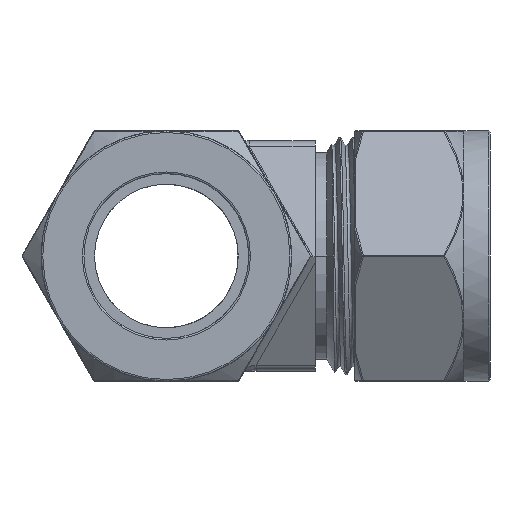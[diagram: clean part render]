
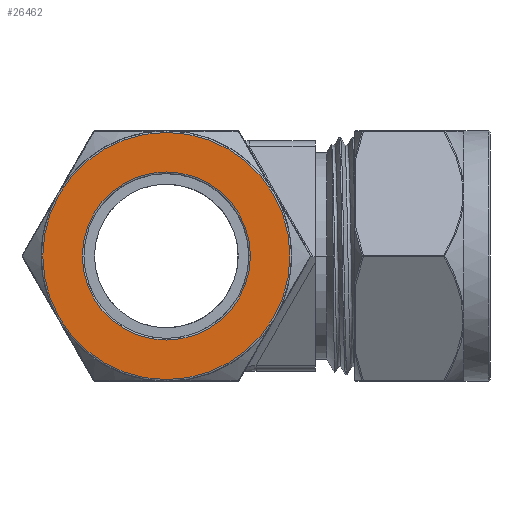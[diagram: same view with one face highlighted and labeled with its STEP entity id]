
A CAD part, left-side view. The second image highlights one B-rep face of the part: STEP entity #26462.
In plain terms, the highlighted face is planar.
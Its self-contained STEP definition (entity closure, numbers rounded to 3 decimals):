
#23642=CARTESIAN_POINT('',(0.,0.,0.));
#23643=DIRECTION('',(-1.,0.,0.));
#23644=DIRECTION('',(0.,1.,0.));
#23645=AXIS2_PLACEMENT_3D('',#23642,#23643,#23644);
#23647=CARTESIAN_POINT('',(0.,0.,0.));
#23648=DIRECTION('',(-1.,0.,0.));
#23649=DIRECTION('',(0.,-1.,0.));
#23650=AXIS2_PLACEMENT_3D('',#23647,#23648,#23649);
#23652=CARTESIAN_POINT('',(0.,0.,0.));
#23653=DIRECTION('',(1.,0.,0.));
#23654=DIRECTION('',(0.,0.,-1.));
#23655=AXIS2_PLACEMENT_3D('',#23652,#23653,#23654);
#23657=CARTESIAN_POINT('',(0.,0.,0.));
#23658=DIRECTION('',(1.,0.,0.));
#23659=DIRECTION('',(0.,0.,1.));
#23660=AXIS2_PLACEMENT_3D('',#23657,#23658,#23659);
#26272=CARTESIAN_POINT('',(0.,12.75,0.));
#26273=CARTESIAN_POINT('',(0.,-12.75,0.));
#26274=VERTEX_POINT('',#26272);
#26275=VERTEX_POINT('',#26273);
#26434=CARTESIAN_POINT('',(0.,0.,-18.75));
#26435=CARTESIAN_POINT('',(0.,0.,18.75));
#26436=VERTEX_POINT('',#26434);
#26437=VERTEX_POINT('',#26435);
#26445=CARTESIAN_POINT('',(0.,0.,0.));
#26446=DIRECTION('',(1.,0.,0.));
#26447=DIRECTION('',(0.,-1.,0.));
#26448=AXIS2_PLACEMENT_3D('',#26445,#26446,#26447);
#26449=PLANE('',#26448);
#26451=ORIENTED_EDGE('',*,*,#26450,.F.);
#26453=ORIENTED_EDGE('',*,*,#26452,.F.);
#26454=EDGE_LOOP('',(#26451,#26453));
#26455=FACE_OUTER_BOUND('',#26454,.F.);
#26457=ORIENTED_EDGE('',*,*,#26456,.F.);
#26459=ORIENTED_EDGE('',*,*,#26458,.F.);
#26460=EDGE_LOOP('',(#26457,#26459));
#26461=FACE_BOUND('',#26460,.F.);
#23646=CIRCLE('',#23645,12.75);
#23651=CIRCLE('',#23650,12.75);
#23656=CIRCLE('',#23655,18.75);
#23661=CIRCLE('',#23660,18.75);
#26450=EDGE_CURVE('',#26436,#26437,#23656,.T.);
#26452=EDGE_CURVE('',#26437,#26436,#23661,.T.);
#26456=EDGE_CURVE('',#26274,#26275,#23646,.T.);
#26458=EDGE_CURVE('',#26275,#26274,#23651,.T.);
#26462=ADVANCED_FACE('',(#26455,#26461),#26449,.T.);
